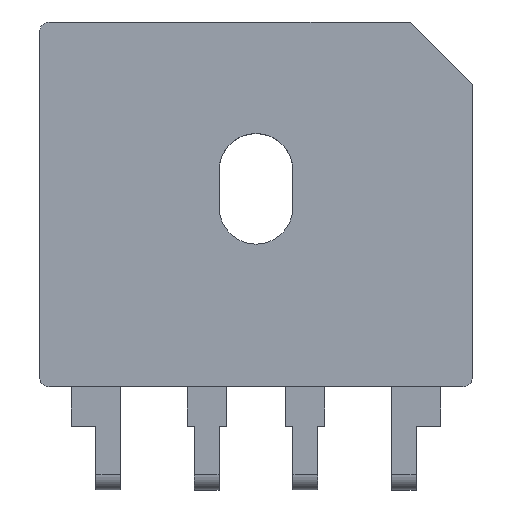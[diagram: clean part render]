
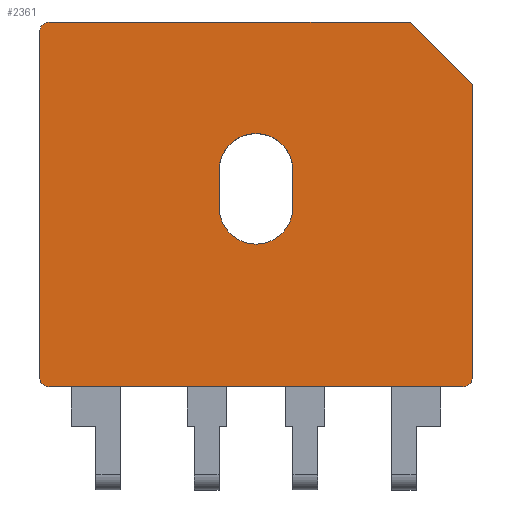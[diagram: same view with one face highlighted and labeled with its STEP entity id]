
A CAD part, top view. The second image highlights one B-rep face of the part: STEP entity #2361.
In plain terms, the highlighted planar face has unit normal (0, 0, 1).
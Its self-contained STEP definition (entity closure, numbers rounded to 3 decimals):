
#1963=CARTESIAN_POINT('',(1.9,14.28,3.56));
#1964=VERTEX_POINT('',#1963);
#1965=CARTESIAN_POINT('',(-1.9,14.28,3.56));
#1966=VERTEX_POINT('',#1965);
#1967=CARTESIAN_POINT('',(0.,14.28,3.56));
#1968=DIRECTION('',(0.0,0.0,-1.0));
#1969=DIRECTION('',(0.0,-1.0,0.0));
#1970=AXIS2_PLACEMENT_3D('',#1967,#1968,#1969);
#1971=CIRCLE('',#1970,1.9);
#1972=EDGE_CURVE('',#1964,#1966,#1971,.T.);
#2005=CARTESIAN_POINT('',(-1.9,16.18,3.56));
#2006=VERTEX_POINT('',#2005);
#2007=CARTESIAN_POINT('',(-1.9,14.28,3.56));
#2008=DIRECTION('',(0.0,1.0,0.0));
#2009=VECTOR('',#2008,1.9);
#2010=LINE('',#2007,#2009);
#2011=EDGE_CURVE('',#1966,#2006,#2010,.T.);
#2036=CARTESIAN_POINT('',(1.9,16.18,3.56));
#2037=VERTEX_POINT('',#2036);
#2038=CARTESIAN_POINT('',(0.,16.18,3.56));
#2039=DIRECTION('',(0.0,0.0,-1.0));
#2040=DIRECTION('',(0.0,1.0,0.0));
#2041=AXIS2_PLACEMENT_3D('',#2038,#2039,#2040);
#2042=CIRCLE('',#2041,1.9);
#2043=EDGE_CURVE('',#2006,#2037,#2042,.T.);
#2069=CARTESIAN_POINT('',(1.9,16.18,3.56));
#2070=DIRECTION('',(0.0,-1.0,0.0));
#2071=VECTOR('',#2070,1.9);
#2072=LINE('',#2069,#2071);
#2073=EDGE_CURVE('',#2037,#1964,#2072,.T.);
#2091=CARTESIAN_POINT('',(-11.15,23.33,3.56));
#2092=VERTEX_POINT('',#2091);
#2093=CARTESIAN_POINT('',(-10.65,23.83,3.56));
#2094=VERTEX_POINT('',#2093);
#2095=CARTESIAN_POINT('',(-10.65,23.33,3.56));
#2096=DIRECTION('',(0.,0.,-1.0));
#2097=DIRECTION('',(-0.707,0.707,0.));
#2098=AXIS2_PLACEMENT_3D('',#2095,#2096,#2097);
#2099=CIRCLE('',#2098,0.5);
#2100=EDGE_CURVE('',#2092,#2094,#2099,.T.);
#2133=CARTESIAN_POINT('',(7.95,23.83,3.56));
#2134=VERTEX_POINT('',#2133);
#2135=CARTESIAN_POINT('',(-10.65,23.83,3.56));
#2136=DIRECTION('',(1.0,0.0,0.0));
#2137=VECTOR('',#2136,18.6);
#2138=LINE('',#2135,#2137);
#2139=EDGE_CURVE('',#2094,#2134,#2138,.T.);
#2164=CARTESIAN_POINT('',(11.15,20.63,3.56));
#2165=VERTEX_POINT('',#2164);
#2166=CARTESIAN_POINT('',(7.95,23.83,3.56));
#2167=DIRECTION('',(0.707,-0.707,0.));
#2168=VECTOR('',#2167,4.525);
#2169=LINE('',#2166,#2168);
#2170=EDGE_CURVE('',#2134,#2165,#2169,.T.);
#2195=CARTESIAN_POINT('',(11.15,5.53,3.56));
#2196=VERTEX_POINT('',#2195);
#2197=CARTESIAN_POINT('',(11.15,20.63,3.56));
#2198=DIRECTION('',(0.0,-1.0,0.0));
#2199=VECTOR('',#2198,15.1);
#2200=LINE('',#2197,#2199);
#2201=EDGE_CURVE('',#2165,#2196,#2200,.T.);
#2226=CARTESIAN_POINT('',(10.65,5.03,3.56));
#2227=VERTEX_POINT('',#2226);
#2228=CARTESIAN_POINT('',(10.65,5.53,3.56));
#2229=DIRECTION('',(0.,0.,-1.0));
#2230=DIRECTION('',(0.707,-0.707,0.));
#2231=AXIS2_PLACEMENT_3D('',#2228,#2229,#2230);
#2232=CIRCLE('',#2231,0.5);
#2233=EDGE_CURVE('',#2196,#2227,#2232,.T.);
#2259=CARTESIAN_POINT('',(-10.65,5.03,3.56));
#2260=VERTEX_POINT('',#2259);
#2261=CARTESIAN_POINT('',(10.65,5.03,3.56));
#2262=DIRECTION('',(-1.0,0.0,0.0));
#2263=VECTOR('',#2262,21.3);
#2264=LINE('',#2261,#2263);
#2265=EDGE_CURVE('',#2227,#2260,#2264,.T.);
#2290=CARTESIAN_POINT('',(-11.15,5.53,3.56));
#2291=VERTEX_POINT('',#2290);
#2292=CARTESIAN_POINT('',(-10.65,5.53,3.56));
#2293=DIRECTION('',(0.,0.,-1.0));
#2294=DIRECTION('',(-0.707,-0.707,0.));
#2295=AXIS2_PLACEMENT_3D('',#2292,#2293,#2294);
#2296=CIRCLE('',#2295,0.5);
#2297=EDGE_CURVE('',#2260,#2291,#2296,.T.);
#2323=CARTESIAN_POINT('',(-11.15,5.53,3.56));
#2324=DIRECTION('',(0.0,1.0,0.0));
#2325=VECTOR('',#2324,17.8);
#2326=LINE('',#2323,#2325);
#2327=EDGE_CURVE('',#2291,#2092,#2326,.T.);
#2340=CARTESIAN_POINT('',(-0.259,14.208,3.56));
#2341=DIRECTION('',(0.0,0.0,1.0));
#2342=DIRECTION('',(0.0,1.0,0.0));
#2343=AXIS2_PLACEMENT_3D('',#2340,#2341,#2342);
#2344=PLANE('',#2343);
#2345=ORIENTED_EDGE('',*,*,#2100,.F.);
#2346=ORIENTED_EDGE('',*,*,#2327,.F.);
#2347=ORIENTED_EDGE('',*,*,#2297,.F.);
#2348=ORIENTED_EDGE('',*,*,#2265,.F.);
#2349=ORIENTED_EDGE('',*,*,#2233,.F.);
#2350=ORIENTED_EDGE('',*,*,#2201,.F.);
#2351=ORIENTED_EDGE('',*,*,#2170,.F.);
#2352=ORIENTED_EDGE('',*,*,#2139,.F.);
#2353=EDGE_LOOP('',(#2345,#2346,#2347,#2348,#2349,#2350,#2351,#2352));
#2354=FACE_OUTER_BOUND('',#2353,.T.);
#2355=ORIENTED_EDGE('',*,*,#1972,.T.);
#2356=ORIENTED_EDGE('',*,*,#2011,.T.);
#2357=ORIENTED_EDGE('',*,*,#2043,.T.);
#2358=ORIENTED_EDGE('',*,*,#2073,.T.);
#2359=EDGE_LOOP('',(#2355,#2356,#2357,#2358));
#2360=FACE_BOUND('',#2359,.T.);
#2361=ADVANCED_FACE('',(#2354,#2360),#2344,.T.);
